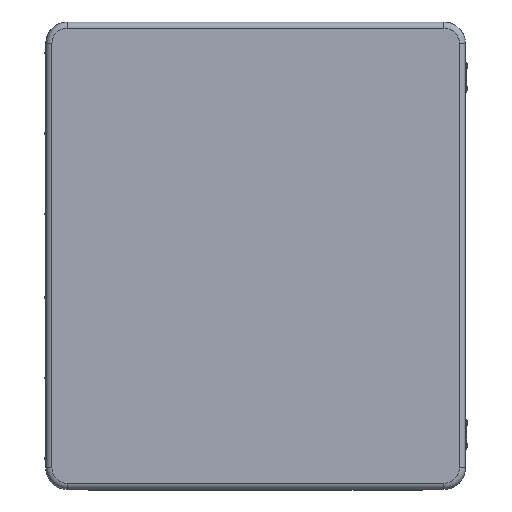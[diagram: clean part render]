
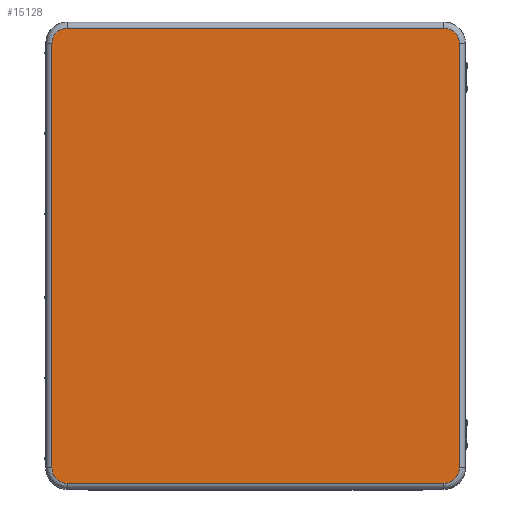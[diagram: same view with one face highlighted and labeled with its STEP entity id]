
A CAD part, top view. The second image highlights one B-rep face of the part: STEP entity #15128.
In plain terms, the highlighted planar face has unit normal (0, 0, 1).
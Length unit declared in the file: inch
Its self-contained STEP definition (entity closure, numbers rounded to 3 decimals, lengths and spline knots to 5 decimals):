
#1228=LINE($,#26589,#2403);
#1230=LINE($,#26609,#2405);
#1233=LINE($,#26616,#2408);
#1235=LINE($,#26631,#2410);
#2403=VECTOR($,#20458,15.798);
#2405=VECTOR($,#20482,17.798);
#2408=VECTOR($,#20489,17.798);
#2410=VECTOR($,#20509,15.798);
#2972=PLANE($,#16636);
#4562=FACE_OUTER_BOUND($,#5741,.T.);
#5741=EDGE_LOOP($,(#13399,#13400,#13401,#13402,#13403,#13404,#13405,#13406));
#6584=CIRCLE($,#16611,0.64628);
#6588=CIRCLE($,#16616,0.64628);
#6592=CIRCLE($,#16623,0.64628);
#6596=CIRCLE($,#16628,0.64628);
#7886=VERTEX_POINT($,#26586);
#7887=VERTEX_POINT($,#26588);
#7890=VERTEX_POINT($,#26595);
#7891=VERTEX_POINT($,#26600);
#7894=VERTEX_POINT($,#26607);
#7895=VERTEX_POINT($,#26612);
#7898=VERTEX_POINT($,#26619);
#7899=VERTEX_POINT($,#26624);
#9779=EDGE_CURVE($,#7886,#7887,#1228,.T.);
#9783=EDGE_CURVE($,#7890,#7886,#6584,.T.);
#9787=EDGE_CURVE($,#7887,#7891,#6588,.T.);
#9789=EDGE_CURVE($,#7894,#7890,#1230,.T.);
#9793=EDGE_CURVE($,#7891,#7895,#1233,.T.);
#9795=EDGE_CURVE($,#7898,#7894,#6592,.T.);
#9799=EDGE_CURVE($,#7895,#7899,#6596,.T.);
#9801=EDGE_CURVE($,#7899,#7898,#1235,.T.);
#13399=ORIENTED_EDGE($,*,*,#9779,.F.);
#13400=ORIENTED_EDGE($,*,*,#9783,.F.);
#13401=ORIENTED_EDGE($,*,*,#9789,.F.);
#13402=ORIENTED_EDGE($,*,*,#9795,.F.);
#13403=ORIENTED_EDGE($,*,*,#9801,.F.);
#13404=ORIENTED_EDGE($,*,*,#9799,.F.);
#13405=ORIENTED_EDGE($,*,*,#9793,.F.);
#13406=ORIENTED_EDGE($,*,*,#9787,.F.);
#15128=ADVANCED_FACE($,(#4562),#2972,.T.);
#16611=AXIS2_PLACEMENT_3D($,#26597,#20466,#20467);
#16616=AXIS2_PLACEMENT_3D($,#26604,#20476,#20477);
#16623=AXIS2_PLACEMENT_3D($,#26621,#20494,#20495);
#16628=AXIS2_PLACEMENT_3D($,#26628,#20504,#20505);
#16636=AXIS2_PLACEMENT_3D($,#26650,#20529,#20530);
#20458=DIRECTION($,(1.,0.,0.));
#20466=DIRECTION('center_axis',(0.,0.,-1.));
#20467=DIRECTION('ref_axis',(-0.707,0.707,0.));
#20476=DIRECTION('center_axis',(0.,0.,-1.));
#20477=DIRECTION('ref_axis',(0.707,0.707,0.));
#20482=DIRECTION($,(0.,1.,0.));
#20489=DIRECTION($,(0.,-1.,0.));
#20494=DIRECTION('center_axis',(0.,0.,-1.));
#20495=DIRECTION('ref_axis',(-0.707,-0.707,0.));
#20504=DIRECTION('center_axis',(0.,0.,-1.));
#20505=DIRECTION('ref_axis',(0.707,-0.707,0.));
#20509=DIRECTION($,(-1.,0.,0.));
#20529=DIRECTION('center_axis',(0.,0.,1.));
#20530=DIRECTION('ref_axis',(1.,0.,0.));
#26586=CARTESIAN_POINT('',(-7.899,9.54528,0.81));
#26588=CARTESIAN_POINT('',(7.899,9.54528,0.81));
#26589=CARTESIAN_POINT($,(-7.899,9.54528,0.81));
#26595=CARTESIAN_POINT('',(-8.54528,8.899,0.81));
#26597=CARTESIAN_POINT('Origin',(-7.899,8.899,0.81));
#26600=CARTESIAN_POINT('',(8.54528,8.899,0.81));
#26604=CARTESIAN_POINT('Origin',(7.899,8.899,0.81));
#26607=CARTESIAN_POINT('',(-8.54528,-8.899,0.81));
#26609=CARTESIAN_POINT($,(-8.54528,-8.899,0.81));
#26612=CARTESIAN_POINT('',(8.54528,-8.899,0.81));
#26616=CARTESIAN_POINT($,(8.54528,8.899,0.81));
#26619=CARTESIAN_POINT('',(-7.899,-9.54528,0.81));
#26621=CARTESIAN_POINT('Origin',(-7.899,-8.899,0.81));
#26624=CARTESIAN_POINT('',(7.899,-9.54528,0.81));
#26628=CARTESIAN_POINT('Origin',(7.899,-8.899,0.81));
#26631=CARTESIAN_POINT($,(7.899,-9.54528,0.81));
#26650=CARTESIAN_POINT('Origin',(0.,0.,0.81));
